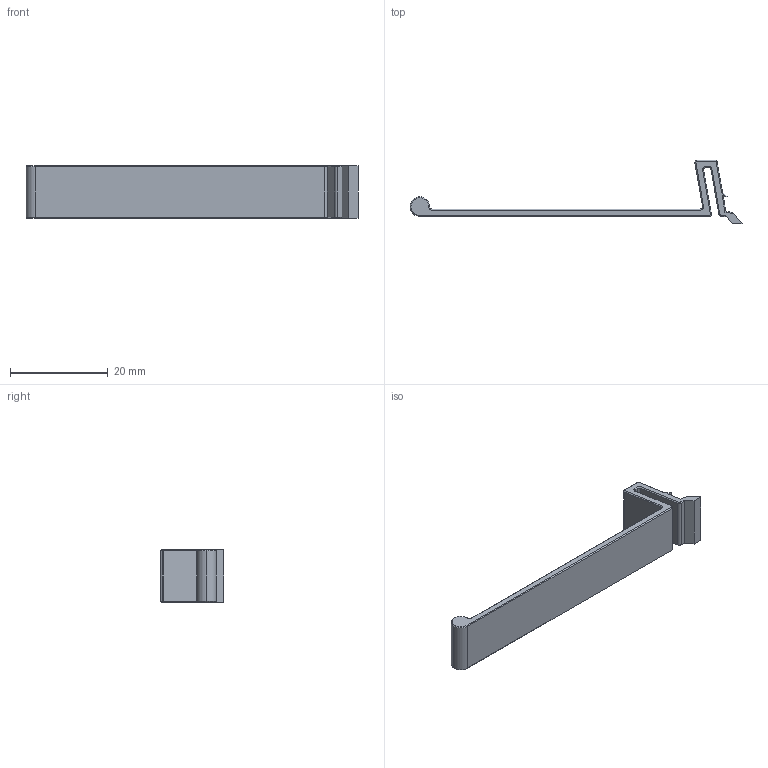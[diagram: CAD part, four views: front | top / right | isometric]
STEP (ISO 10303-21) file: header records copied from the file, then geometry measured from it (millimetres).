
FILE_DESCRIPTION (( 'STEP AP214' ), '1' );
FILE_NAME ('hook cover.STEP', '2024-08-28T21:06:15', ( '' ), ( '' ), 'SwSTEP 2.0', 'SolidWorks 2024', '' );
FILE_SCHEMA (( 'AUTOMOTIVE_DESIGN' ));
Length unit declared in the file: millimetre
Products named in the file (1): hook cover
Bounding box: 67.81 x 13 x 10.8 mm (x, y, z)
Volume: 1500.1 mm3; surface area: 2198.3 mm2
Topology: 1 solids, 1 shells, 82 faces, 193 edges, 113 vertices
Faces by surface type: plane 44, cone 25, cylinder 13
Entity records: 2317 total; most frequent: DIRECTION 412, CARTESIAN_POINT 389, ORIENTED_EDGE 386, EDGE_CURVE 193, VECTOR 140, LINE 140, AXIS2_PLACEMENT_3D 136, VERTEX_POINT 113
